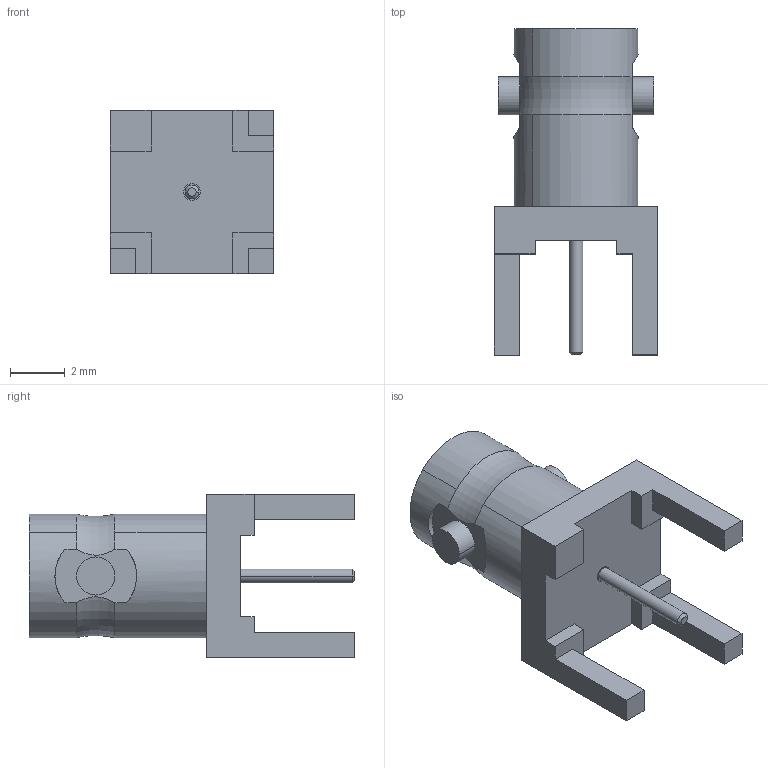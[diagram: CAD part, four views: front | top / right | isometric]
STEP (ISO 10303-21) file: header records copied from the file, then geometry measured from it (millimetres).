
FILE_DESCRIPTION((''),'2;1');
FILE_NAME('34-1021_SW0001','2018-05-31T',('Krishnaprasath'),(''),'CREO PARAMETRIC BY PTC INC, 2017020','CREO PARAMETRIC BY PTC INC, 2017020','');
FILE_SCHEMA(('CONFIG_CONTROL_DESIGN'));
Length unit declared in the file: inch
Products named in the file (1): 34-1021_SW0001
Bounding box: 6 x 11.96 x 6 mm (x, y, z)
Volume: 128.2 mm3; surface area: 331.5 mm2
Topology: 1 solids, 1 shells, 86 faces, 219 edges, 143 vertices
Faces by surface type: plane 46, cylinder 28, cone 10, torus 2
Entity records: 2723 total; most frequent: CARTESIAN_POINT 558, DIRECTION 451, ORIENTED_EDGE 434, EDGE_CURVE 217, AXIS2_PLACEMENT_3D 160, VERTEX_POINT 143, VECTOR 131, LINE 131
